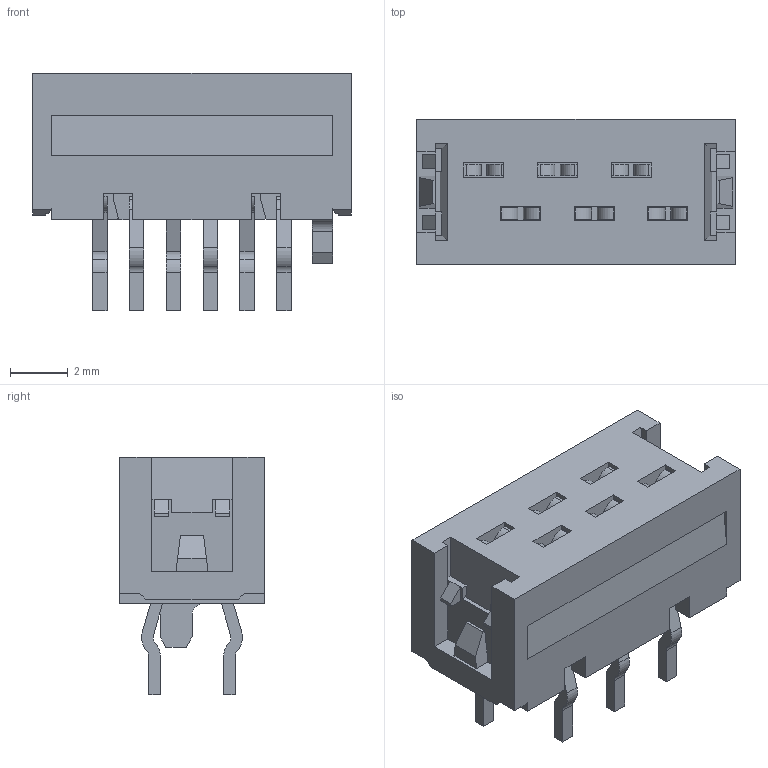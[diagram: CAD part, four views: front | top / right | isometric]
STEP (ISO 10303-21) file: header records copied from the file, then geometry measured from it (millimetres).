
FILE_DESCRIPTION((''),'2;1');
FILE_NAME('C-2178713-6','2014-08-12T',('workeradm'),('Tyco Electronics Ltd.'),'PRO/ENGINEER BY PARAMETRIC TECHNOLOGY CORPORATION, 2013050','PRO/ENGINEER BY PARAMETRIC TECHNOLOGY CORPORATION, 2013050','');
FILE_SCHEMA(('AUTOMOTIVE_DESIGN { 1 0 10303 214 1 1 1 1 }'));
Length unit declared in the file: millimetre
Products named in the file (1): C-2178713-6
Bounding box: 11 x 5 x 8.2 mm (x, y, z)
Volume: 234.9 mm3; surface area: 410.8 mm2
Topology: 1 solids, 1 shells, 358 faces, 1002 edges, 660 vertices
Faces by surface type: plane 296, cylinder 62
Entity records: 11534 total; most frequent: CARTESIAN_POINT 2022, ORIENTED_EDGE 2004, DIRECTION 1842, EDGE_CURVE 1002, VECTOR 878, LINE 878, VERTEX_POINT 660, AXIS2_PLACEMENT_3D 482
